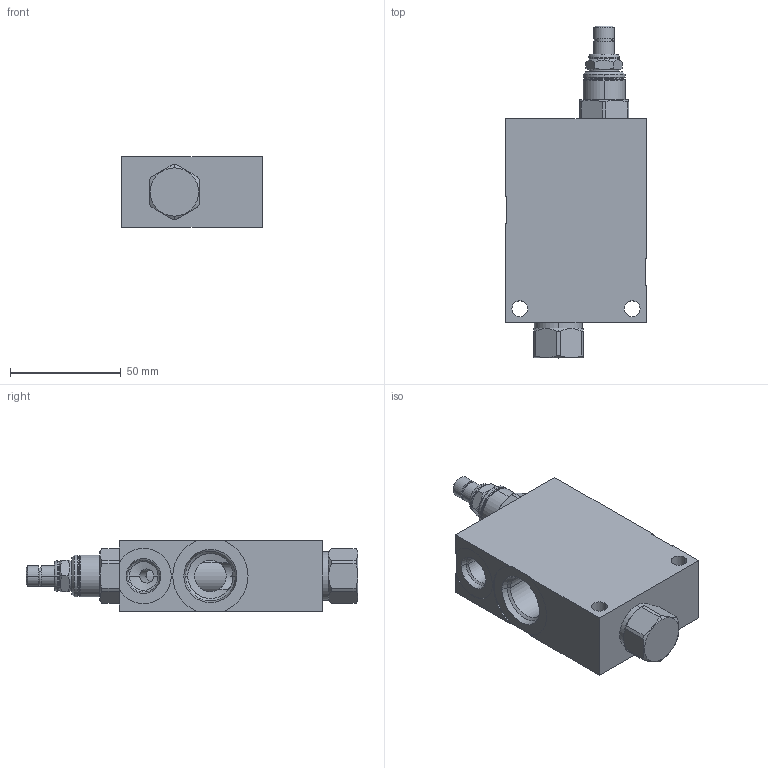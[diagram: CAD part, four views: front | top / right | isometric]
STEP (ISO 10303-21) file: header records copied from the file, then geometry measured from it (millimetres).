
FILE_DESCRIPTION((''),'2;1');
FILE_NAME('MANIFOLD_STP1_ASM','2015-05-13T',('Administrator'),(''),'PRO/ENGINEER BY PARAMETRIC TECHNOLOGY CORPORATION, 2006240','PRO/ENGINEER BY PARAMETRIC TECHNOLOGY CORPORATION, 2006240','');
FILE_SCHEMA(('CONFIG_CONTROL_DESIGN'));
Length unit declared in the file: inch
Products named in the file (3): 150310006C_PRT; ASMNAME_CART_PRT; MANIFOLD_STP1_ASM
Assembly tree (2 placements, depth 2):
  MANIFOLD_STP1_ASM
    150310006C_PRT
    ASMNAME_CART_PRT
Bounding box: 63.5 x 149.99 x 31.75 mm (x, y, z)
Surface area: 49951.1 mm2 (no closed solid volume)
Topology: 0 solids, 15 shells, 408 faces, 1010 edges, 640 vertices
Faces by surface type: cylinder 166, cone 84, plane 74, torus 73, bspline 11
Entity records: 15065 total; most frequent: CARTESIAN_POINT 5102, DIRECTION 2218, ORIENTED_EDGE 1992, EDGE_CURVE 1008, AXIS2_PLACEMENT_3D 958, VERTEX_POINT 640, CIRCLE 556, EDGE_LOOP 461
